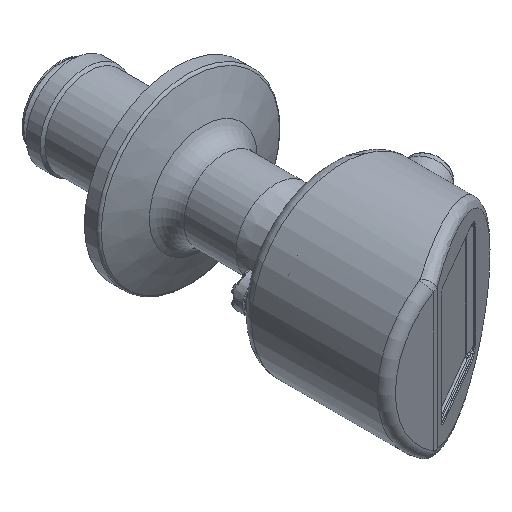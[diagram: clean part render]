
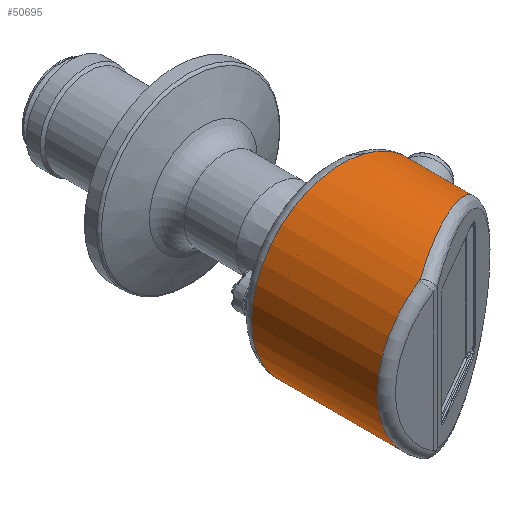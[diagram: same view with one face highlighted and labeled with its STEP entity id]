
A CAD part, isometric view. The second image highlights one B-rep face of the part: STEP entity #50695.
In plain terms, the highlighted cylindrical face has radius 25.2 mm (diameter 50.4 mm), a full revolution.
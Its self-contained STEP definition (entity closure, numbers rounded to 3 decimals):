
#468=ELLIPSE('',#53170,47.432,25.2);
#469=ELLIPSE('',#53179,28.404,25.2);
#1241=B_SPLINE_CURVE_WITH_KNOTS('',3,(#70618,#70619,#70620,#70621),
 .UNSPECIFIED.,.F.,.F.,(4,4),(0.,0.),.UNSPECIFIED.);
#1242=B_SPLINE_CURVE_WITH_KNOTS('',3,(#70623,#70624,#70625,#70626),
 .UNSPECIFIED.,.F.,.F.,(4,4),(0.,0.),.UNSPECIFIED.);
#2978=CYLINDRICAL_SURFACE('',#53178,25.2);
#10801=ORIENTED_EDGE('',*,*,#20050,.T.);
#10802=ORIENTED_EDGE('',*,*,#20047,.T.);
#10803=ORIENTED_EDGE('',*,*,#20051,.T.);
#10804=ORIENTED_EDGE('',*,*,#20052,.T.);
#10805=ORIENTED_EDGE('',*,*,#20045,.T.);
#10806=ORIENTED_EDGE('',*,*,#20044,.T.);
#20044=EDGE_CURVE('',#24903,#24902,#468,.F.);
#20045=EDGE_CURVE('',#24902,#24903,#27886,.T.);
#20047=EDGE_CURVE('',#24906,#24905,#27888,.T.);
#20050=EDGE_CURVE('',#24908,#24906,#1241,.T.);
#20051=EDGE_CURVE('',#24905,#24909,#1242,.T.);
#20052=EDGE_CURVE('',#24909,#24908,#469,.F.);
#24902=VERTEX_POINT('',#70524);
#24903=VERTEX_POINT('',#70551);
#24905=VERTEX_POINT('',#70611);
#24906=VERTEX_POINT('',#70613);
#24908=VERTEX_POINT('',#70622);
#24909=VERTEX_POINT('',#70627);
#27886=CIRCLE('',#53172,25.2);
#27888=CIRCLE('',#53175,25.2);
#29268=EDGE_LOOP('',(#10801,#10802,#10803,#10804));
#29269=EDGE_LOOP('',(#10805,#10806));
#31781=FACE_BOUND('',#29268,.T.);
#31782=FACE_BOUND('',#29269,.T.);
#50695=ADVANCED_FACE('',(#31781,#31782),#2978,.T.);
#53170=AXIS2_PLACEMENT_3D('',#70605,#57701,#57702);
#53172=AXIS2_PLACEMENT_3D('',#70607,#57705,#57706);
#53175=AXIS2_PLACEMENT_3D('',#70612,#57711,#57712);
#53178=AXIS2_PLACEMENT_3D('',#70617,#57717,#57718);
#53179=AXIS2_PLACEMENT_3D('',#70628,#57719,#57720);
#57701=DIRECTION('',(0.847,0.531,0.));
#57702=DIRECTION('',(0.531,-0.847,0.));
#57705=DIRECTION('',(0.,-1.,0.));
#57706=DIRECTION('',(0.,0.,-1.));
#57711=DIRECTION('',(0.,1.,0.));
#57712=DIRECTION('',(0.,0.,1.));
#57717=DIRECTION('',(0.,1.,0.));
#57718=DIRECTION('',(0.,0.,1.));
#57719=DIRECTION('',(0.461,-0.887,0.));
#57720=DIRECTION('',(0.887,0.461,0.));
#70524=CARTESIAN_POINT('',(23.517,-0.3,9.055));
#70551=CARTESIAN_POINT('',(23.517,-0.3,-9.055));
#70605=CARTESIAN_POINT('',(0.,37.2,0.));
#70607=CARTESIAN_POINT('',(0.,-0.3,0.));
#70611=CARTESIAN_POINT('',(-13.562,-35.2,21.24));
#70612=CARTESIAN_POINT('',(0.,-35.2,0.));
#70613=CARTESIAN_POINT('',(-13.562,-35.2,-21.24));
#70617=CARTESIAN_POINT('',(0.,-45.,0.));
#70618=CARTESIAN_POINT('',(-13.284,-35.133,-21.414));
#70619=CARTESIAN_POINT('',(-13.372,-35.179,-21.36));
#70620=CARTESIAN_POINT('',(-13.466,-35.2,-21.301));
#70621=CARTESIAN_POINT('',(-13.562,-35.2,-21.24));
#70622=CARTESIAN_POINT('',(-13.284,-35.133,-21.414));
#70623=CARTESIAN_POINT('',(-13.562,-35.2,21.24));
#70624=CARTESIAN_POINT('',(-13.466,-35.2,21.301));
#70625=CARTESIAN_POINT('',(-13.372,-35.179,21.36));
#70626=CARTESIAN_POINT('',(-13.284,-35.133,21.414));
#70627=CARTESIAN_POINT('',(-13.284,-35.133,21.414));
#70628=CARTESIAN_POINT('',(0.,-28.224,0.));
